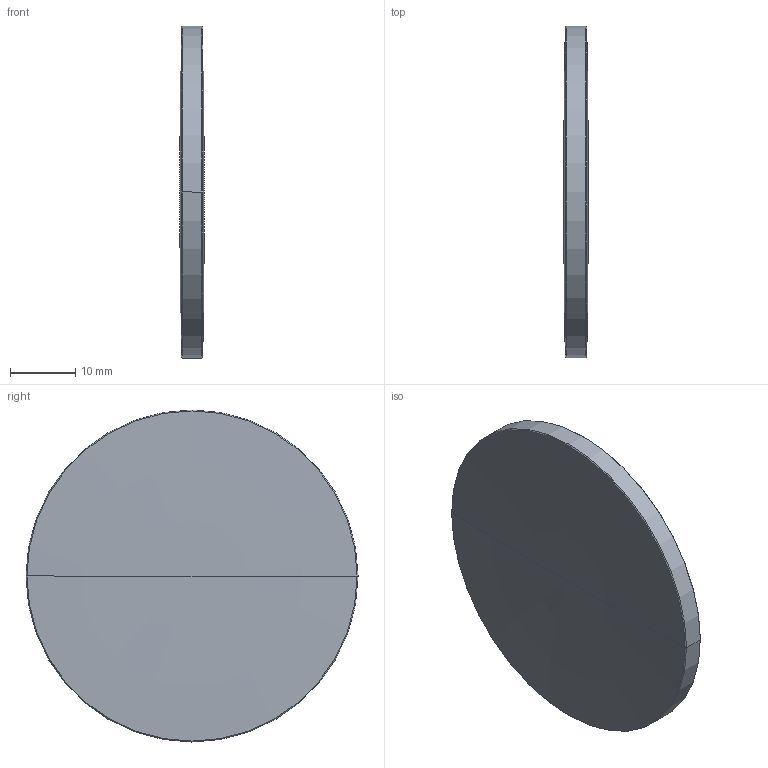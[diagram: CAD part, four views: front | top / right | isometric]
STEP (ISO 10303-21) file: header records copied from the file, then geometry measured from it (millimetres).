
FILE_DESCRIPTION (( 'STEP AP214' ), '1' );
FILE_NAME ('3422-E0W.STEP', '2010-12-06T18:22:58', ( 'Admin' ), ( 'Thorlabs, Inc.' ), 'SwSTEP 2.0', 'SolidWorks 2009', '' );
FILE_SCHEMA (( 'AUTOMOTIVE_DESIGN' ));
Length unit declared in the file: millimetre
Products named in the file (1): 3422-E0W
Bounding box: 3.72 x 50.8 x 50.8 mm (x, y, z)
Volume: 7161.1 mm3; surface area: 4551.5 mm2
Topology: 1 solids, 1 shells, 10 faces, 22 edges, 10 vertices
Faces by surface type: torus 4, cone 4, cylinder 2
Entity records: 390 total; most frequent: DIRECTION 52, CARTESIAN_POINT 39, ORIENTED_EDGE 36, AXIS2_PLACEMENT_3D 23, EDGE_CURVE 18, UNCERTAINTY_MEASURE_WITH_UNIT 13, MECHANICAL_DESIGN_GEOMETRIC_PRESENTATION_REPRESENTATION 12, PRESENTATION_LAYER_ASSIGNMENT 12
